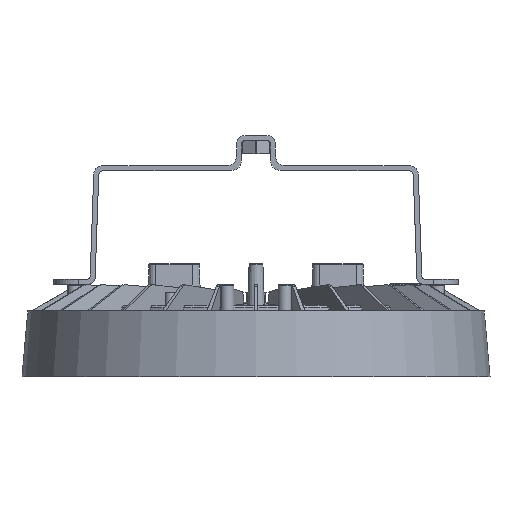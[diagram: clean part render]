
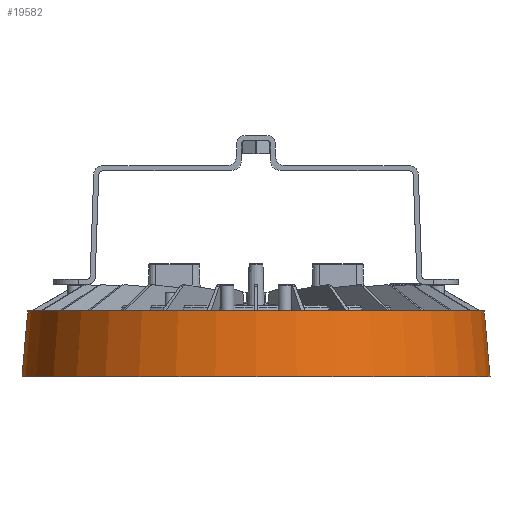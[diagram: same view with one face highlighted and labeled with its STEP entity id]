
A CAD part, front view. The second image highlights one B-rep face of the part: STEP entity #19582.
In plain terms, the highlighted conical face has half-angle 5 degrees and reference radius 138.285 mm.
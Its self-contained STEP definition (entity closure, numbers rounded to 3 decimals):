
#399=CONICAL_SURFACE('',#21211,138.285,0.087);
#1652=FACE_OUTER_BOUND('',#2853,.T.);
#2853=EDGE_LOOP('',(#14822,#14823,#14824,#14825));
#4179=CIRCLE('',#21210,140.);
#4180=CIRCLE('',#21212,136.57);
#5428=LINE('',#39995,#6808);
#6808=VECTOR('',#24795,138.285);
#8563=VERTEX_POINT('',#39991);
#8564=VERTEX_POINT('',#39994);
#10875=EDGE_CURVE('',#8563,#8563,#4179,.T.);
#10876=EDGE_CURVE('',#8563,#8564,#5428,.T.);
#10877=EDGE_CURVE('',#8564,#8564,#4180,.T.);
#14822=ORIENTED_EDGE('',*,*,#10875,.T.);
#14823=ORIENTED_EDGE('',*,*,#10876,.T.);
#14824=ORIENTED_EDGE('',*,*,#10877,.T.);
#14825=ORIENTED_EDGE('',*,*,#10876,.F.);
#19582=ADVANCED_FACE('',(#1652),#399,.T.);
#21210=AXIS2_PLACEMENT_3D('',#39992,#24791,#24792);
#21211=AXIS2_PLACEMENT_3D('',#39993,#24793,#24794);
#21212=AXIS2_PLACEMENT_3D('',#39996,#24796,#24797);
#24791=DIRECTION('center_axis',(0.,0.,1.));
#24792=DIRECTION('ref_axis',(-1.,0.,0.));
#24793=DIRECTION('center_axis',(0.,0.,-1.));
#24794=DIRECTION('ref_axis',(-1.,0.,0.));
#24795=DIRECTION('',(-0.087,0.,0.996));
#24796=DIRECTION('center_axis',(0.,0.,-1.));
#24797=DIRECTION('ref_axis',(-1.,0.,0.));
#39991=CARTESIAN_POINT('',(140.,-19.5,-20.5));
#39992=CARTESIAN_POINT('Origin',(0.,-19.5,-20.5));
#39993=CARTESIAN_POINT('Origin',(0.,-19.5,-0.9));
#39994=CARTESIAN_POINT('',(136.57,-19.5,18.7));
#39995=CARTESIAN_POINT('',(138.285,-19.5,-0.9));
#39996=CARTESIAN_POINT('Origin',(0.,-19.5,18.7));
